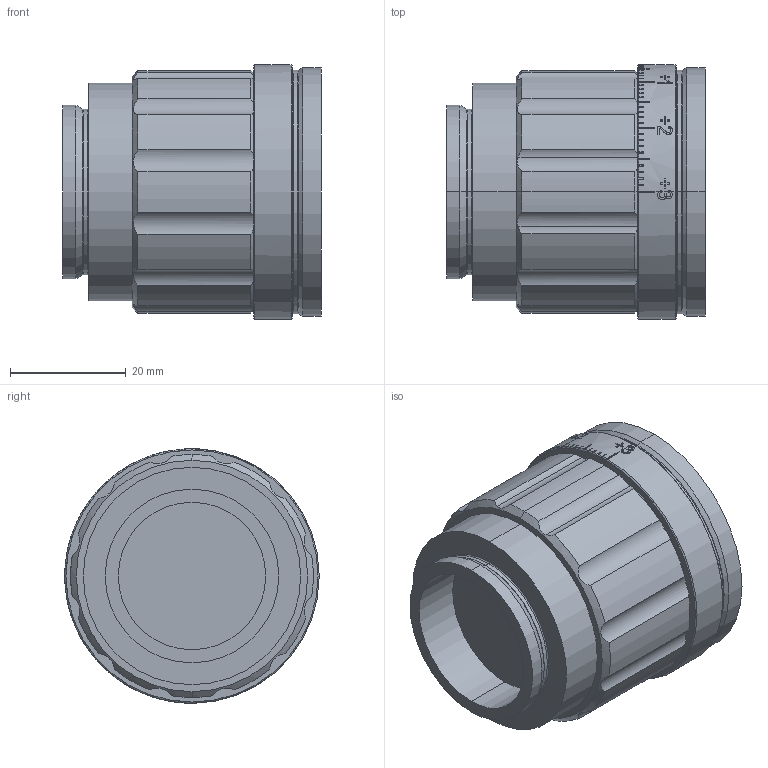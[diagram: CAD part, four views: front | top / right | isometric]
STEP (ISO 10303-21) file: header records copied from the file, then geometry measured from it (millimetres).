
FILE_DESCRIPTION (( 'STEP AP203' ), '1' );
FILE_NAME ('S6EXK0025_292_01.STEP', '2019-11-07T08:50:29', ( '' ), ( '' ), 'SwSTEP 2.0', 'SolidWorks 2017', '' );
FILE_SCHEMA (( 'CONFIG_CONTROL_DESIGN' ));
Length unit declared in the file: millimetre
Products named in the file (1): S6EXK0025_292_01
Bounding box: 44.7 x 44 x 44 mm (x, y, z)
Volume: 49723.2 mm3; surface area: 10037.9 mm2
Topology: 1 solids, 1 shells, 495 faces, 1386 edges, 914 vertices
Faces by surface type: plane 330, bspline 68, cylinder 62, cone 27, torus 8
Entity records: 26452 total; most frequent: CARTESIAN_POINT 14274, ORIENTED_EDGE 2772, DIRECTION 2178, EDGE_CURVE 1386, VERTEX_POINT 914, AXIS2_PLACEMENT_3D 739, VECTOR 700, LINE 700
